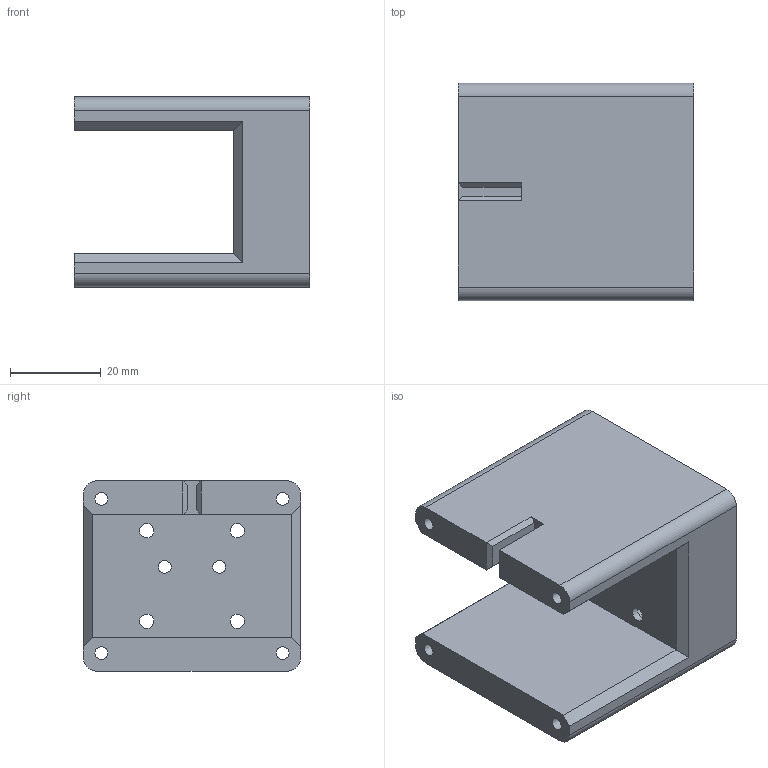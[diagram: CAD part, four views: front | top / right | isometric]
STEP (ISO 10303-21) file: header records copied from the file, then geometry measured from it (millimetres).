
FILE_DESCRIPTION(('FreeCAD Model'),'2;1');
FILE_NAME('Open CASCADE Shape Model','2022-10-04T14:30:29',('Author'),( ''),'Open CASCADE STEP processor 7.5','FreeCAD','Unknown');
FILE_SCHEMA(('AUTOMOTIVE_DESIGN { 1 0 10303 214 1 1 1 1 }'));
Length unit declared in the file: millimetre
Products named in the file (1): linear.carriage.adapter
Bounding box: 52 x 48 x 42 mm (x, y, z)
Volume: 54058.2 mm3; surface area: 18095.4 mm2
Topology: 1 solids, 1 shells, 56 faces, 146 edges, 96 vertices
Faces by surface type: plane 34, cylinder 22
Full cylindrical faces by diameter (mm): 2.8 x6, 3.2 x4, 6.4 x4
Entity records: 3660 total; most frequent: CARTESIAN_POINT 639, DIRECTION 558, LINE 314, VECTOR 314, ORIENTED_EDGE 292, PCURVE 292, DEFINITIONAL_REPRESENTATION 292, EDGE_CURVE 146
